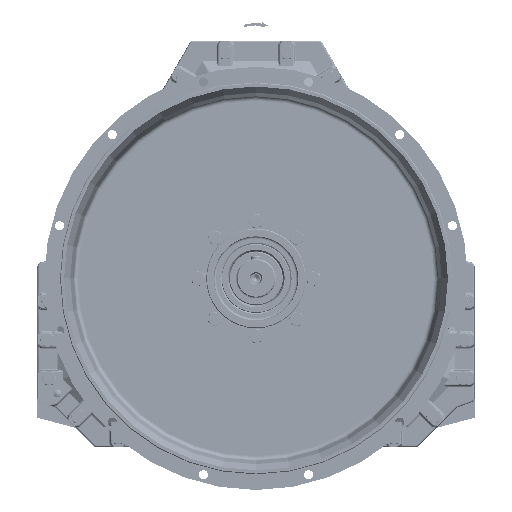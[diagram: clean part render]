
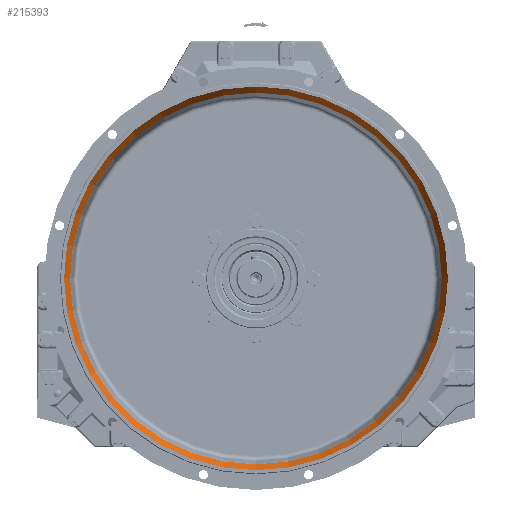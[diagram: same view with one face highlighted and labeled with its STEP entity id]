
A CAD part, top view. The second image highlights one B-rep face of the part: STEP entity #215393.
In plain terms, the highlighted conical face has half-angle 30 degrees and reference radius 242.185 mm.
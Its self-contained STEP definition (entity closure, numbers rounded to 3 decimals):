
#4396 = DIRECTION ( 'NONE',  ( 0., 0., 1. ) ) ;
#7382 = FACE_OUTER_BOUND ( 'NONE', #36374, .T. ) ;
#31223 = CONICAL_SURFACE ( 'NONE', #83668, 242.185, 0.524 ) ;
#36374 = EDGE_LOOP ( 'NONE', ( #100552 ) ) ;
#45605 = AXIS2_PLACEMENT_3D ( 'NONE', #117382, #270029, #139281 ) ;
#58563 = FACE_BOUND ( 'NONE', #274024, .T. ) ;
#72810 = EDGE_CURVE ( 'NONE', #148476, #148476, #249310, .T. ) ;
#83668 = AXIS2_PLACEMENT_3D ( 'NONE', #92266, #4396, #180029 ) ;
#92266 = CARTESIAN_POINT ( 'NONE',  ( 0., 0., 41. ) ) ;
#100552 = ORIENTED_EDGE ( 'NONE', *, *, #167600, .T. ) ;
#106576 = CARTESIAN_POINT ( 'NONE',  ( 0., 0., 55. ) ) ;
#117382 = CARTESIAN_POINT ( 'NONE',  ( 0., 0., 41.57 ) ) ;
#120553 = CARTESIAN_POINT ( 'NONE',  ( 250.268, 0., 55. ) ) ;
#128513 = DIRECTION ( 'NONE',  ( 1., 0., 0. ) ) ;
#139281 = DIRECTION ( 'NONE',  ( -1., 0., 0. ) ) ;
#142129 = CIRCLE ( 'NONE', #205362, 250.268 ) ;
#148476 = VERTEX_POINT ( 'NONE', #272261 ) ;
#167600 = EDGE_CURVE ( 'NONE', #191517, #191517, #142129, .T. ) ;
#180029 = DIRECTION ( 'NONE',  ( 1., 0., 0. ) ) ;
#190603 = ORIENTED_EDGE ( 'NONE', *, *, #72810, .T. ) ;
#191517 = VERTEX_POINT ( 'NONE', #120553 ) ;
#205362 = AXIS2_PLACEMENT_3D ( 'NONE', #106576, #259133, #128513 ) ;
#215393 = ADVANCED_FACE ( 'NONE', ( #58563, #7382 ), #31223, .F. ) ;
#249310 = CIRCLE ( 'NONE', #45605, 242.514 ) ;
#259133 = DIRECTION ( 'NONE',  ( 0., 0., 1. ) ) ;
#270029 = DIRECTION ( 'NONE',  ( 0., 0., -1. ) ) ;
#272261 = CARTESIAN_POINT ( 'NONE',  ( -242.514, 0., 41.57 ) ) ;
#274024 = EDGE_LOOP ( 'NONE', ( #190603 ) ) ;
